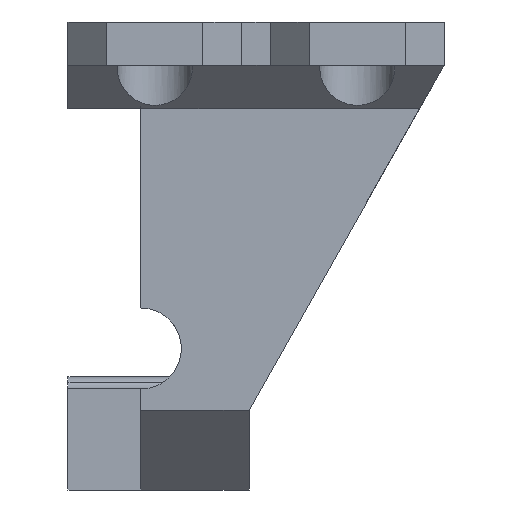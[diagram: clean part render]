
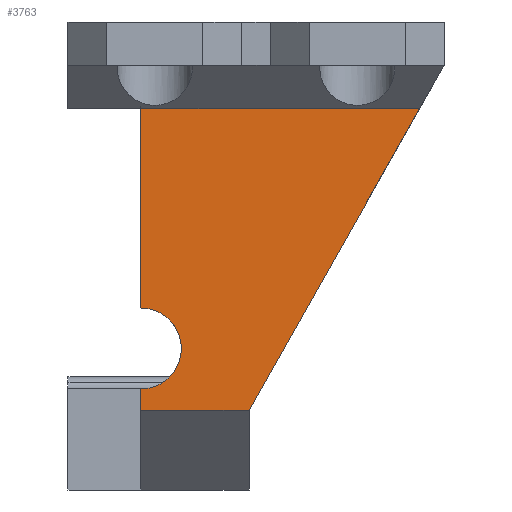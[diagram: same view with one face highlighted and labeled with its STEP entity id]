
A CAD part, left-side view. The second image highlights one B-rep face of the part: STEP entity #3763.
In plain terms, the highlighted planar face has unit normal (-1, 0, 0).
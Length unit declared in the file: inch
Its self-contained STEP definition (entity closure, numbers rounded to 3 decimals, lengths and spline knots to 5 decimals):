
#151 = CARTESIAN_POINT ( 'NONE',  ( -0.98, -0.73665, -0.375 ) ) ;
#331 = ORIENTED_EDGE ( 'NONE', *, *, #1722, .T. ) ;
#415 = CARTESIAN_POINT ( 'NONE',  ( -0.98, 0., -1.67892 ) ) ;
#447 = DIRECTION ( 'NONE',  ( 0., 0., 1. ) ) ;
#557 = VERTEX_POINT ( 'NONE', #2546 ) ;
#716 = VECTOR ( 'NONE', #2937, 39.37008 ) ;
#744 = CARTESIAN_POINT ( 'NONE',  ( -0.98, -0.84258, -0.375 ) ) ;
#895 = ORIENTED_EDGE ( 'NONE', *, *, #3275, .F. ) ;
#1069 = CARTESIAN_POINT ( 'NONE',  ( -0.98, 0.46746, -0.1875 ) ) ;
#1077 = VERTEX_POINT ( 'NONE', #2259 ) ;
#1120 = ORIENTED_EDGE ( 'NONE', *, *, #3382, .T. ) ;
#1133 = ORIENTED_EDGE ( 'NONE', *, *, #3082, .F. ) ;
#1210 = AXIS2_PLACEMENT_3D ( 'NONE', #4227, #3884, #2417 ) ;
#1393 = LINE ( 'NONE', #1069, #4140 ) ;
#1450 = VECTOR ( 'NONE', #3477, 39.37008 ) ;
#1546 = CIRCLE ( 'NONE', #2508, 0.175 ) ;
#1564 = CARTESIAN_POINT ( 'NONE',  ( -0.98, 0.46746, -1.23581 ) ) ;
#1576 = CARTESIAN_POINT ( 'NONE',  ( -0.98, 0.46746, -1.58581 ) ) ;
#1722 = EDGE_CURVE ( 'NONE', #1077, #2810, #3739, .T. ) ;
#1800 = ORIENTED_EDGE ( 'NONE', *, *, #3094, .F. ) ;
#1869 = CARTESIAN_POINT ( 'NONE',  ( -0.98, 0.46746, -1.41081 ) ) ;
#1963 = ORIENTED_EDGE ( 'NONE', *, *, #3701, .F. ) ;
#2067 = VECTOR ( 'NONE', #3612, 39.37008 ) ;
#2097 = VERTEX_POINT ( 'NONE', #1564 ) ;
#2259 = CARTESIAN_POINT ( 'NONE',  ( -0.98, 0., -1.67892 ) ) ;
#2404 = CARTESIAN_POINT ( 'NONE',  ( -0.98, 0.46746, -1.67892 ) ) ;
#2417 = DIRECTION ( 'NONE',  ( 0., 0., 1. ) ) ;
#2508 = AXIS2_PLACEMENT_3D ( 'NONE', #1869, #4040, #447 ) ;
#2546 = CARTESIAN_POINT ( 'NONE',  ( -0.98, 0.46746, -0.375 ) ) ;
#2556 = VECTOR ( 'NONE', #4011, 39.37008 ) ;
#2810 = VERTEX_POINT ( 'NONE', #151 ) ;
#2814 = VERTEX_POINT ( 'NONE', #1576 ) ;
#2818 = EDGE_LOOP ( 'NONE', ( #895, #1800, #1963, #331, #1120, #1133 ) ) ;
#2873 = VERTEX_POINT ( 'NONE', #2404 ) ;
#2937 = DIRECTION ( 'NONE',  ( 0., -0.492, 0.871 ) ) ;
#3082 = EDGE_CURVE ( 'NONE', #2097, #557, #3410, .T. ) ;
#3094 = EDGE_CURVE ( 'NONE', #2873, #2814, #1393, .T. ) ;
#3204 = FACE_OUTER_BOUND ( 'NONE', #2818, .T. ) ;
#3275 = EDGE_CURVE ( 'NONE', #2814, #2097, #1546, .T. ) ;
#3382 = EDGE_CURVE ( 'NONE', #2810, #557, #4305, .T. ) ;
#3410 = LINE ( 'NONE', #3621, #2067 ) ;
#3477 = DIRECTION ( 'NONE',  ( 0., 1., 0. ) ) ;
#3612 = DIRECTION ( 'NONE',  ( 0., 0., 1. ) ) ;
#3621 = CARTESIAN_POINT ( 'NONE',  ( -0.98, 0.46746, -0.1875 ) ) ;
#3701 = EDGE_CURVE ( 'NONE', #1077, #2873, #4088, .T. ) ;
#3739 = LINE ( 'NONE', #415, #716 ) ;
#3763 = ADVANCED_FACE ( 'NONE', ( #3204 ), #4558, .T. ) ;
#3884 = DIRECTION ( 'NONE',  ( -1., 0., 0. ) ) ;
#3942 = DIRECTION ( 'NONE',  ( 0., 0., 1. ) ) ;
#4011 = DIRECTION ( 'NONE',  ( 0., 1., 0. ) ) ;
#4040 = DIRECTION ( 'NONE',  ( -1., 0., 0. ) ) ;
#4088 = LINE ( 'NONE', #4568, #1450 ) ;
#4140 = VECTOR ( 'NONE', #3942, 39.37008 ) ;
#4227 = CARTESIAN_POINT ( 'NONE',  ( -0.98, -0.84258, -0.375 ) ) ;
#4305 = LINE ( 'NONE', #744, #2556 ) ;
#4558 = PLANE ( 'NONE',  #1210 ) ;
#4568 = CARTESIAN_POINT ( 'NONE',  ( -0.98, -0.84258, -1.67892 ) ) ;
